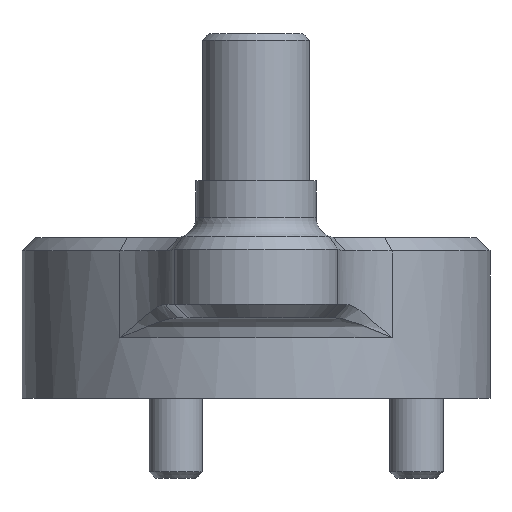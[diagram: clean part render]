
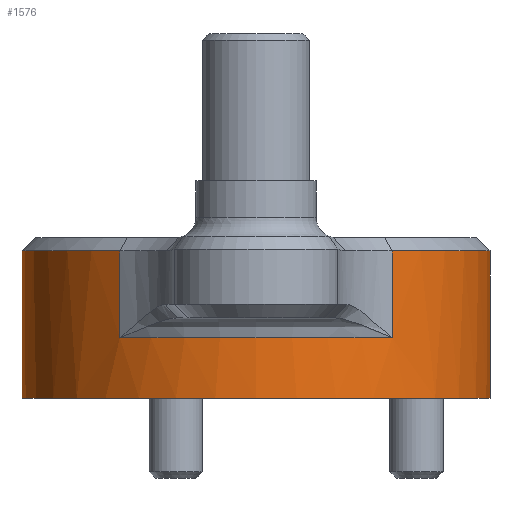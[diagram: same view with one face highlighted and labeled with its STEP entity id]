
A CAD part, front view. The second image highlights one B-rep face of the part: STEP entity #1576.
In plain terms, the highlighted cylindrical face has radius 17.5 mm (diameter 35 mm), a partial arc.
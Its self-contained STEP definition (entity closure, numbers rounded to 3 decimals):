
#39 = FACE_OUTER_BOUND ( 'NONE', #2411, .T. ) ;
#60 = DIRECTION ( 'NONE',  ( 1., 0., 0. ) ) ;
#169 = ORIENTED_EDGE ( 'NONE', *, *, #2694, .T. ) ;
#216 = CARTESIAN_POINT ( 'NONE',  ( -10.185, -14.231, 8. ) ) ;
#282 = DIRECTION ( 'NONE',  ( 0., 0., -1. ) ) ;
#351 = LINE ( 'NONE', #1285, #2952 ) ;
#372 = VECTOR ( 'NONE', #1582, 1000. ) ;
#399 = DIRECTION ( 'NONE',  ( 0., 0., -1. ) ) ;
#497 = CARTESIAN_POINT ( 'NONE',  ( 17.5, 0., 0. ) ) ;
#542 = EDGE_CURVE ( 'NONE', #630, #996, #1768, .T. ) ;
#599 = LINE ( 'NONE', #2715, #2933 ) ;
#605 = DIRECTION ( 'NONE',  ( -1., 0., 0. ) ) ;
#626 = CIRCLE ( 'NONE', #1081, 17.5 ) ;
#630 = VERTEX_POINT ( 'NONE', #2637 ) ;
#663 = ORIENTED_EDGE ( 'NONE', *, *, #1803, .T. ) ;
#703 = DIRECTION ( 'NONE',  ( -1., 0., 0. ) ) ;
#789 = VERTEX_POINT ( 'NONE', #497 ) ;
#800 = DIRECTION ( 'NONE',  ( 0., 0., -1. ) ) ;
#897 = AXIS2_PLACEMENT_3D ( 'NONE', #1817, #282, #605 ) ;
#996 = VERTEX_POINT ( 'NONE', #3714 ) ;
#1014 = VERTEX_POINT ( 'NONE', #1545 ) ;
#1031 = EDGE_CURVE ( 'NONE', #1169, #789, #351, .T. ) ;
#1081 = AXIS2_PLACEMENT_3D ( 'NONE', #3531, #3837, #60 ) ;
#1107 = ORIENTED_EDGE ( 'NONE', *, *, #1971, .T. ) ;
#1169 = VERTEX_POINT ( 'NONE', #3673 ) ;
#1219 = VERTEX_POINT ( 'NONE', #3941 ) ;
#1267 = CYLINDRICAL_SURFACE ( 'NONE', #2700, 17.5 ) ;
#1285 = CARTESIAN_POINT ( 'NONE',  ( 17.5, 0., 8. ) ) ;
#1357 = ORIENTED_EDGE ( 'NONE', *, *, #2661, .T. ) ;
#1545 = CARTESIAN_POINT ( 'NONE',  ( 10.185, -14.231, 11. ) ) ;
#1576 = ADVANCED_FACE ( 'NONE', ( #39 ), #1267, .T. ) ;
#1582 = DIRECTION ( 'NONE',  ( 0., 0., -1. ) ) ;
#1649 = VECTOR ( 'NONE', #3920, 1000. ) ;
#1654 = EDGE_CURVE ( 'NONE', #3013, #789, #626, .T. ) ;
#1668 = CIRCLE ( 'NONE', #3937, 17.5 ) ;
#1731 = AXIS2_PLACEMENT_3D ( 'NONE', #1736, #800, #2027 ) ;
#1736 = CARTESIAN_POINT ( 'NONE',  ( 0., 0., 11. ) ) ;
#1760 = DIRECTION ( 'NONE',  ( 0., 0., -1. ) ) ;
#1768 = LINE ( 'NONE', #216, #1649 ) ;
#1803 = EDGE_CURVE ( 'NONE', #996, #1219, #3337, .T. ) ;
#1817 = CARTESIAN_POINT ( 'NONE',  ( 0., 0., 4.5 ) ) ;
#1879 = LINE ( 'NONE', #3159, #372 ) ;
#1891 = ORIENTED_EDGE ( 'NONE', *, *, #1654, .T. ) ;
#1913 = ORIENTED_EDGE ( 'NONE', *, *, #542, .T. ) ;
#1971 = EDGE_CURVE ( 'NONE', #1219, #3013, #1879, .T. ) ;
#2027 = DIRECTION ( 'NONE',  ( 1., 0., 0. ) ) ;
#2127 = DIRECTION ( 'NONE',  ( 0., 0., -1. ) ) ;
#2411 = EDGE_LOOP ( 'NONE', ( #2531, #1357, #3634, #169, #1913, #663, #1107, #1891 ) ) ;
#2501 = CARTESIAN_POINT ( 'NONE',  ( 0., 0., 8. ) ) ;
#2531 = ORIENTED_EDGE ( 'NONE', *, *, #1031, .F. ) ;
#2538 = CARTESIAN_POINT ( 'NONE',  ( -17.5, 0., 0. ) ) ;
#2579 = VERTEX_POINT ( 'NONE', #3831 ) ;
#2637 = CARTESIAN_POINT ( 'NONE',  ( -10.185, -14.231, 4.5 ) ) ;
#2638 = CIRCLE ( 'NONE', #897, 17.5 ) ;
#2661 = EDGE_CURVE ( 'NONE', #1169, #1014, #1668, .T. ) ;
#2694 = EDGE_CURVE ( 'NONE', #2579, #630, #2638, .T. ) ;
#2700 = AXIS2_PLACEMENT_3D ( 'NONE', #2501, #399, #703 ) ;
#2715 = CARTESIAN_POINT ( 'NONE',  ( 10.185, -14.231, 8. ) ) ;
#2802 = DIRECTION ( 'NONE',  ( 0., 0., -1. ) ) ;
#2933 = VECTOR ( 'NONE', #2127, 1000. ) ;
#2952 = VECTOR ( 'NONE', #2802, 1000. ) ;
#3013 = VERTEX_POINT ( 'NONE', #2538 ) ;
#3159 = CARTESIAN_POINT ( 'NONE',  ( -17.5, 0., 8. ) ) ;
#3337 = CIRCLE ( 'NONE', #1731, 17.5 ) ;
#3338 = CARTESIAN_POINT ( 'NONE',  ( 0., 0., 11. ) ) ;
#3531 = CARTESIAN_POINT ( 'NONE',  ( 0., 0., 0. ) ) ;
#3622 = DIRECTION ( 'NONE',  ( 1., 0., 0. ) ) ;
#3634 = ORIENTED_EDGE ( 'NONE', *, *, #4003, .T. ) ;
#3673 = CARTESIAN_POINT ( 'NONE',  ( 17.5, 0., 11. ) ) ;
#3714 = CARTESIAN_POINT ( 'NONE',  ( -10.185, -14.231, 11. ) ) ;
#3831 = CARTESIAN_POINT ( 'NONE',  ( 10.185, -14.231, 4.5 ) ) ;
#3837 = DIRECTION ( 'NONE',  ( 0., 0., 1. ) ) ;
#3920 = DIRECTION ( 'NONE',  ( 0., 0., 1. ) ) ;
#3937 = AXIS2_PLACEMENT_3D ( 'NONE', #3338, #1760, #3622 ) ;
#3941 = CARTESIAN_POINT ( 'NONE',  ( -17.5, 0., 11. ) ) ;
#4003 = EDGE_CURVE ( 'NONE', #1014, #2579, #599, .T. ) ;
